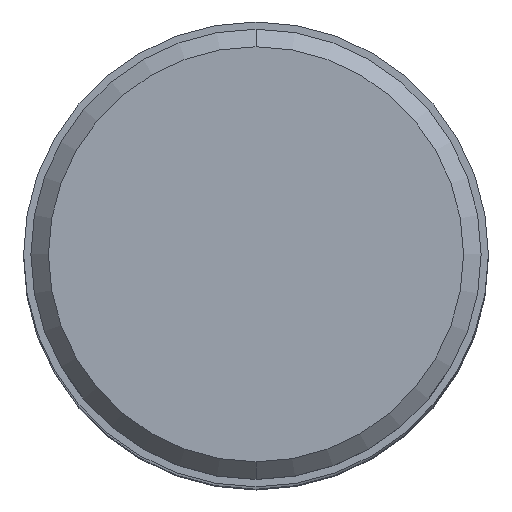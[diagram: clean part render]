
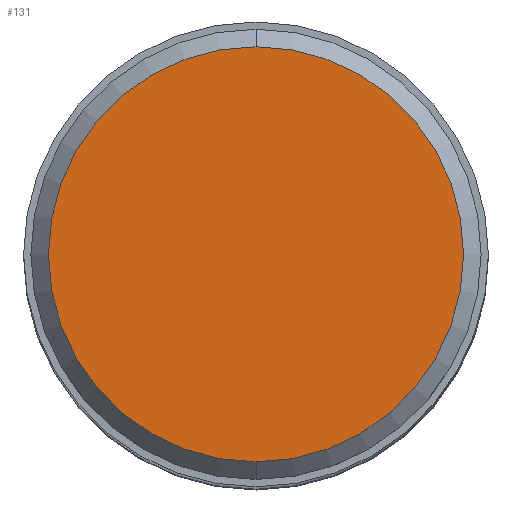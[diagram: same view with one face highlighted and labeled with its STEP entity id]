
A CAD part, top view. The second image highlights one B-rep face of the part: STEP entity #131.
In plain terms, the highlighted planar face has unit normal (0, 0, 1).
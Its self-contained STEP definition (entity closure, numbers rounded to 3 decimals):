
#34=PLANE('',#1008);
#131=ADVANCED_FACE('',(#194),#34,.F.);
#194=FACE_OUTER_BOUND('',#246,.T.);
#246=EDGE_LOOP('',(#430,#431));
#430=ORIENTED_EDGE('',*,*,#642,.T.);
#431=ORIENTED_EDGE('',*,*,#643,.T.);
#539=VERTEX_POINT('',#2081);
#540=VERTEX_POINT('',#2082);
#642=EDGE_CURVE('',#539,#540,#761,.T.);
#643=EDGE_CURVE('',#540,#539,#762,.T.);
#761=CIRCLE('',#1006,14.175);
#762=CIRCLE('',#1007,14.175);
#1006=AXIS2_PLACEMENT_3D('',#2080,#1221,#1222);
#1007=AXIS2_PLACEMENT_3D('',#2083,#1223,#1224);
#1008=AXIS2_PLACEMENT_3D('',#2084,#1225,#1226);
#1221=DIRECTION('',(0.,0.,1.));
#1222=DIRECTION('',(0.,-1.,0.));
#1223=DIRECTION('',(0.,0.,1.));
#1224=DIRECTION('',(0.,1.,0.));
#1225=DIRECTION('',(0.,0.,-1.));
#1226=DIRECTION('',(-1.,0.,0.));
#2080=CARTESIAN_POINT('',(0.,0.,42.863));
#2081=CARTESIAN_POINT('',(0.,-14.175,42.863));
#2082=CARTESIAN_POINT('',(0.,14.175,42.863));
#2083=CARTESIAN_POINT('',(0.,0.,42.863));
#2084=CARTESIAN_POINT('',(0.,0.,42.863));
